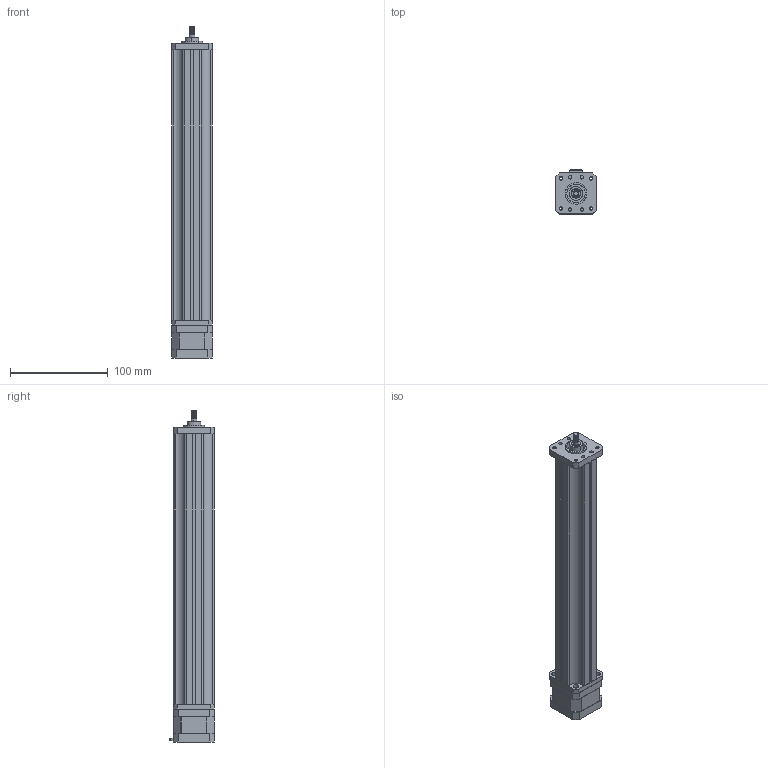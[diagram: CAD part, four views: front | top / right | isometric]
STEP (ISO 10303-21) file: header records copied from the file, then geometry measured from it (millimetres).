
FILE_DESCRIPTION (( 'STEP AP203' ), '1' );
FILE_NAME ('42HF3413-250.STEP', '2024-11-28T07:09:44', ( '' ), ( '' ), 'SwSTEP 2.0', 'SolidWorks 2021', '' );
FILE_SCHEMA (( 'CONFIG_CONTROL_DESIGN' ));
Length unit declared in the file: millimetre
Products named in the file (9): 笢潔賑輸; 42HS3413A4.step; 諾陑嫖裝275; 傷裔狟; 倰第嶺扥277; 42HF3413-250; 傷裔奻; 端盖密封圈; 蹟恇
Assembly tree (8 placements, depth 2):
  42HF3413-250
    倰第嶺扥277
    端盖密封圈
    傷裔奻
    傷裔狟
    蹟恇
    笢潔賑輸
    諾陑嫖裝275
    42HS3413A4.step
Bounding box: 42 x 46 x 340.2 mm (x, y, z)
Volume: 299268.1 mm3; surface area: 139815.3 mm2
Topology: 11 solids, 11 shells, 743 faces, 1990 edges, 1304 vertices
Faces by surface type: cylinder 487, plane 207, bspline 39, cone 10
Entity records: 39550 total; most frequent: CARTESIAN_POINT 21396, ORIENTED_EDGE 3980, DIRECTION 3254, EDGE_CURVE 1990, VERTEX_POINT 1304, AXIS2_PLACEMENT_3D 1159, VECTOR 936, LINE 936
